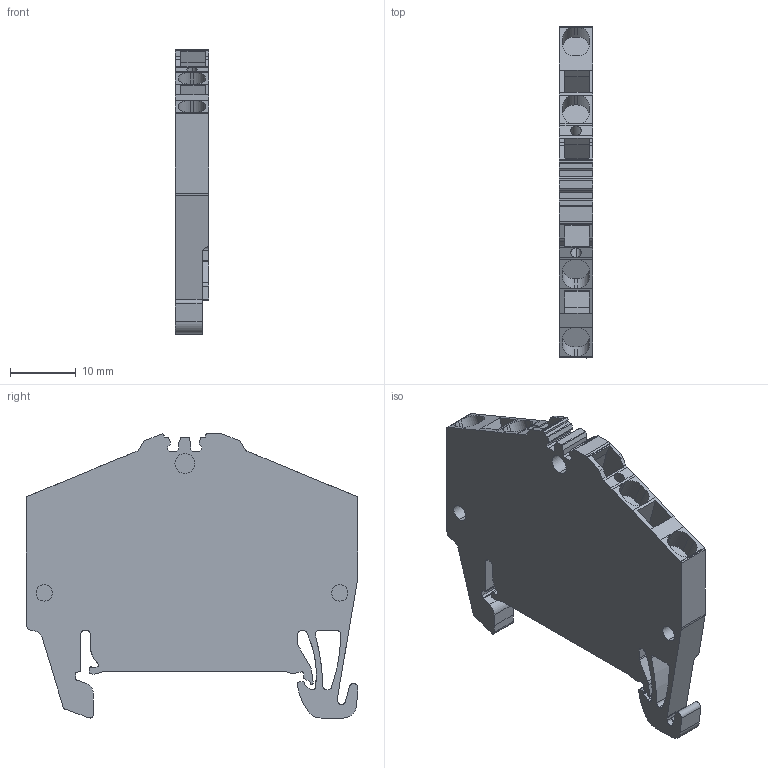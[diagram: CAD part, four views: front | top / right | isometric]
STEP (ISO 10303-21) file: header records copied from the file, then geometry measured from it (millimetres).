
FILE_DESCRIPTION(('CATIA V5R22 STEP214','CAx-IF Rec.Pracs.--- Model Styling and Organization---1.4--- 2014-01-23'),'2;1');
FILE_NAME ('019118-2_0', '2021-03-12T06:52:37+00:00', ('Weidmueller Interface'), ('Weidmueller'), 'CATIA Version 5-6 Release 2016 SP3 HF44', 'CATIA V5 STEP AP214', 'none');
FILE_SCHEMA(('AUTOMOTIVE_DESIGN { 1 0 10303 214 1 1 1 1 }'));
Length unit declared in the file: millimetre
Products named in the file (1): 1706080000_ZDU_2-5-2_4AN_OR
Bounding box: 5.1 x 50.5 x 43.25 mm (x, y, z)
Volume: 7143.5 mm3; surface area: 5356.2 mm2
Topology: 1 solids, 3 shells, 302 faces, 874 edges, 582 vertices
Faces by surface type: plane 191, cylinder 109, extrusion 2
Entity records: 9613 total; most frequent: CARTESIAN_POINT 1875, ORIENTED_EDGE 1748, DIRECTION 1349, EDGE_CURVE 874, VECTOR 649, LINE 647, VERTEX_POINT 582, AXIS2_PLACEMENT_3D 457
